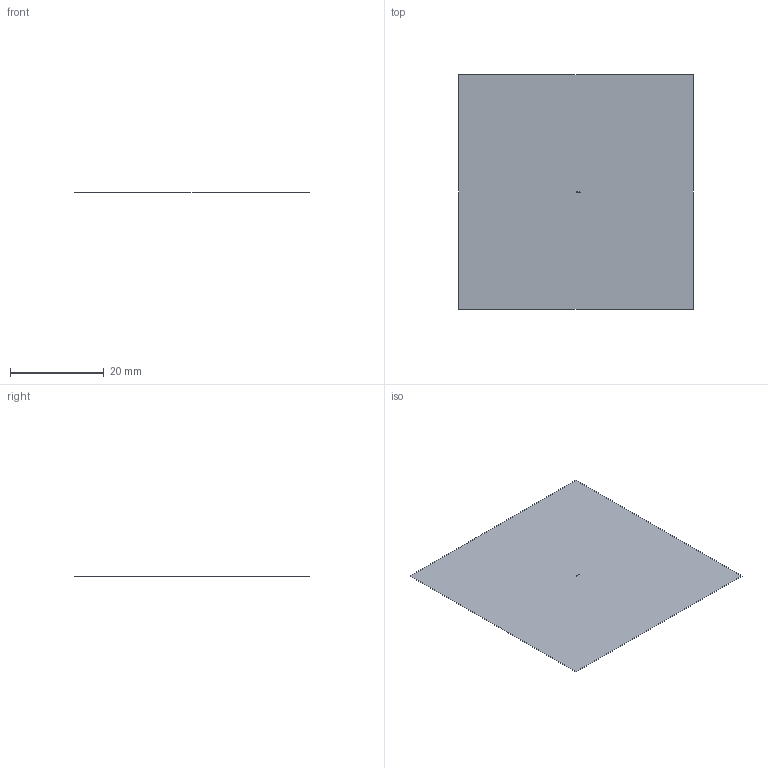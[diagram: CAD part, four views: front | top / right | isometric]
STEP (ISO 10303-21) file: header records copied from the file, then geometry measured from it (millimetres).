
FILE_DESCRIPTION(/* description */ (''),/* implementation_level */ '2;1');
FILE_NAME(/* name */ 'RAE282~1',/* time_stamp */ '2015-01-22T12:08:57-05:00',/* author */ (''),/* organization */ (''),/* preprocessor_version */ 'ST-DEVELOPER v15',/* originating_system */ '',/* authorisation */ '');
FILE_SCHEMA (('CONFIG_CONTROL_DESIGN'));
Length unit declared in the file: millimetre
Products named in the file (1): Document
Bounding box: 50 x 50 x 0 mm (x, y, z)
Surface area: 2499.9 mm2 (no closed solid volume)
Topology: 0 solids, 1 shells, 1 faces, 6 edges, 6 vertices
Faces by surface type: plane 1
Entity records: 275 total; most frequent: CARTESIAN_POINT 151, ORGANIZATION 7, PERSON_AND_ORGANIZATION 7, ORIENTED_EDGE 6, EDGE_CURVE 6, B_SPLINE_CURVE_WITH_KNOTS 6, VERTEX_POINT 6, LOCAL_TIME 5
